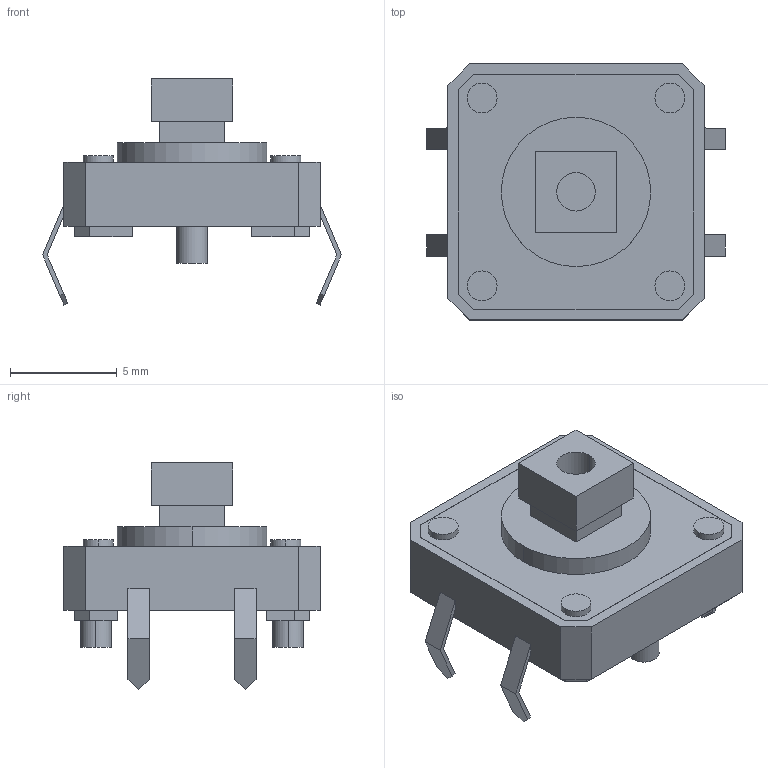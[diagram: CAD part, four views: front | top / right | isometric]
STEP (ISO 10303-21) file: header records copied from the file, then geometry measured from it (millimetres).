
FILE_DESCRIPTION (( 'STEP AP214' ), '1' );
FILE_NAME ('OMRON B3F 12mm TACT SWITCH.STEP', '2021-10-02T10:18:43', ( 'Alexrolex' ), ( '' ), 'SwSTEP 2.0', 'SolidWorks 2020', '' );
FILE_SCHEMA (( 'AUTOMOTIVE_DESIGN' ));
Length unit declared in the file: millimetre
Products named in the file (1): OMRON B3F 12mm TACT SWITCH
Bounding box: 14 x 12 x 10.6 mm (x, y, z)
Volume: 512.4 mm3; surface area: 591.8 mm2
Topology: 1 solids, 1 shells, 109 faces, 264 edges, 176 vertices
Faces by surface type: plane 93, cylinder 16
Entity records: 3723 total; most frequent: CARTESIAN_POINT 550, ORIENTED_EDGE 528, DIRECTION 516, EDGE_CURVE 264, LINE 232, VECTOR 232, VERTEX_POINT 176, AXIS2_PLACEMENT_3D 142
